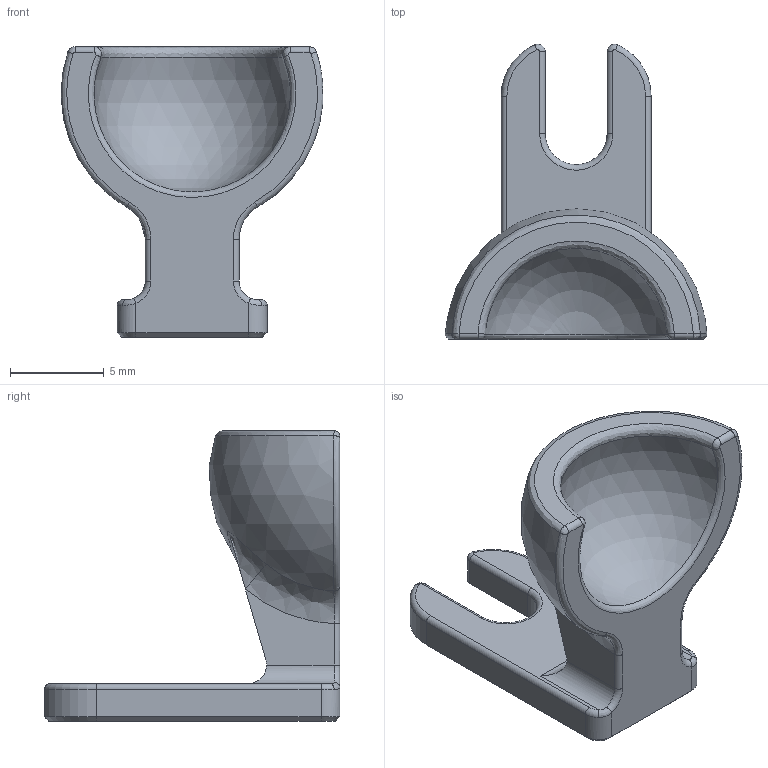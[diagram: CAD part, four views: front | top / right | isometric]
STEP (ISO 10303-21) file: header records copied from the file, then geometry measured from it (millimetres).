
FILE_DESCRIPTION(('FreeCAD Model'),'2;1');
FILE_NAME('bolaLoca.step', '2016-10-16T19:54:43',('Author'),(''), 'Open CASCADE STEP processor 6.8','FreeCAD','Unknown');
FILE_SCHEMA(('AUTOMOTIVE_DESIGN_CC2 { 1 2 10303 214 -1 1 5 4 }'));
Length unit declared in the file: millimetre
Products named in the file (2): ASSEMBLY; Chamfer
Assembly tree (1 placements, depth 2):
  ASSEMBLY
    Chamfer
Bounding box: 13.97 x 15.78 x 15.5 mm (x, y, z)
Volume: 604.4 mm3; surface area: 743.5 mm2
Topology: 1 solids, 1 shells, 70 faces, 162 edges, 94 vertices
Faces by surface type: cylinder 18, bspline 18, plane 16, cone 7, torus 7, revolution 2, sphere 2
Entity records: 10683 total; most frequent: CARTESIAN_POINT 7750, DIRECTION 456, ORIENTED_EDGE 324, PCURVE 324, DEFINITIONAL_REPRESENTATION 324, LINE 236, VECTOR 236, EDGE_CURVE 162
